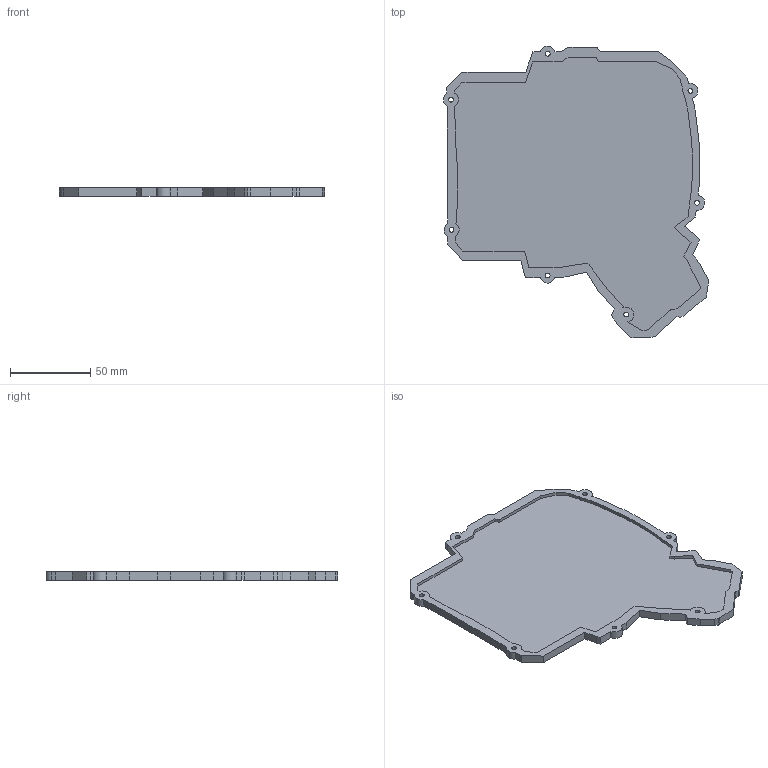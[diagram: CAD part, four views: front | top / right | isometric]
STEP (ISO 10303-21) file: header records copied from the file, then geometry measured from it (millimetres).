
FILE_DESCRIPTION(('Open CASCADE Model'),'2;1');
FILE_NAME('Open CASCADE Shape Model','2023-07-06T12:03:10',('Author'),( 'Open CASCADE'),'Open CASCADE STEP processor 7.7','Open CASCADE 7.7' ,'Unknown');
FILE_SCHEMA(('AUTOMOTIVE_DESIGN { 1 0 10303 214 1 1 1 1 }'));
Length unit declared in the file: millimetre
Products named in the file (1): Open CASCADE STEP translator 7.7 6
Bounding box: 165.67 x 182.23 x 5 mm (x, y, z)
Volume: 74007.8 mm3; surface area: 49757.1 mm2
Topology: 1 solids, 1 shells, 148 faces, 414 edges, 276 vertices
Faces by surface type: plane 123, cylinder 25
Full cylindrical faces by diameter (mm): 3 x7, 6 x7
Entity records: 10257 total; most frequent: CARTESIAN_POINT 1925, DIRECTION 1547, LINE 1142, VECTOR 1142, ORIENTED_EDGE 828, PCURVE 828, DEFINITIONAL_REPRESENTATION 828, EDGE_CURVE 414
